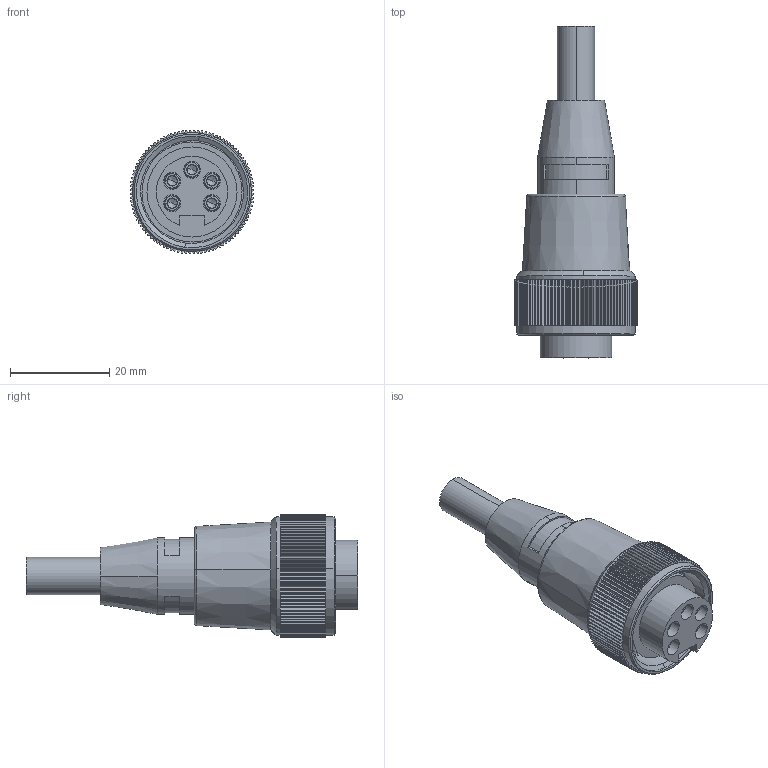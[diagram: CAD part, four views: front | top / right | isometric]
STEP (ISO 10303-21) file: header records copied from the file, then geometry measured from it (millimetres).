
FILE_DESCRIPTION((''),'2;1');
FILE_NAME('MK5-M_ASM','2019-04-25T',('Administrator'),(''),'PRO/ENGINEER BY PARAMETRIC TECHNOLOGY CORPORATION, 2012480','PRO/ENGINEER BY PARAMETRIC TECHNOLOGY CORPORATION, 2012480','');
FILE_SCHEMA(('CONFIG_CONTROL_DESIGN'));
Length unit declared in the file: millimetre
Products named in the file (1): MK5-M_ASM
Bounding box: 25 x 67 x 25 mm (x, y, z)
Volume: 13534.8 mm3; surface area: 9864.9 mm2
Topology: 2 solids, 12 shells, 570 faces, 1534 edges, 1009 vertices
Faces by surface type: plane 301, cylinder 221, cone 42, torus 6
Entity records: 17976 total; most frequent: DIRECTION 3220, CARTESIAN_POINT 3103, ORIENTED_EDGE 3048, EDGE_CURVE 1524, AXIS2_PLACEMENT_3D 1126, VERTEX_POINT 1009, VECTOR 968, LINE 968
